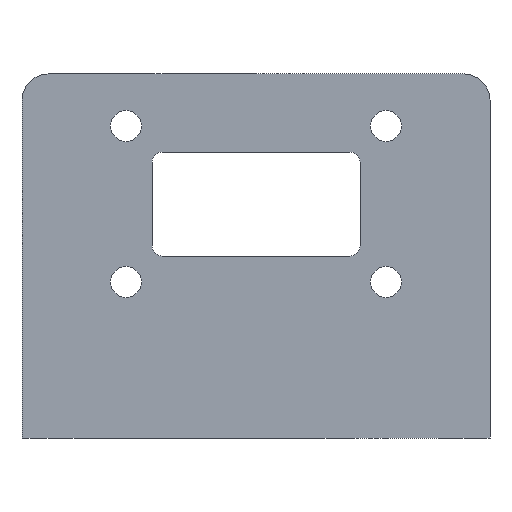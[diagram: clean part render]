
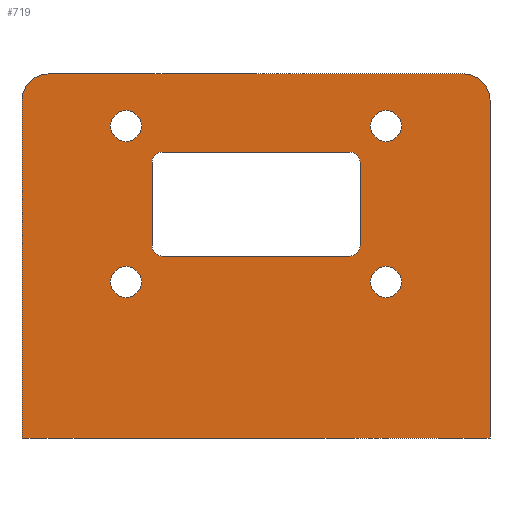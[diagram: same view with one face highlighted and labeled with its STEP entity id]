
A CAD part, left-side view. The second image highlights one B-rep face of the part: STEP entity #719.
In plain terms, the highlighted planar face has unit normal (-1, 0, 0).
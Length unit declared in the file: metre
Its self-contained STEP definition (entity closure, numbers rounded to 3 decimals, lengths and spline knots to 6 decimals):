
#19=PLANE('',#792);
#38=LINE('',#1123,#83);
#47=LINE('',#1156,#92);
#48=LINE('',#1160,#93);
#49=LINE('',#1164,#94);
#50=LINE('',#1165,#95);
#51=LINE('',#1170,#96);
#52=LINE('',#1174,#97);
#53=LINE('',#1178,#98);
#83=VECTOR('',#890,1.);
#92=VECTOR('',#921,1.);
#93=VECTOR('',#924,1.);
#94=VECTOR('',#927,1.);
#95=VECTOR('',#928,1.);
#96=VECTOR('',#931,1.);
#97=VECTOR('',#934,1.);
#98=VECTOR('',#937,1.);
#156=ORIENTED_EDGE('',*,*,#322,.F.);
#157=ORIENTED_EDGE('',*,*,#339,.F.);
#158=ORIENTED_EDGE('',*,*,#340,.T.);
#159=ORIENTED_EDGE('',*,*,#341,.T.);
#160=ORIENTED_EDGE('',*,*,#342,.T.);
#161=ORIENTED_EDGE('',*,*,#343,.T.);
#162=ORIENTED_EDGE('',*,*,#344,.F.);
#163=ORIENTED_EDGE('',*,*,#345,.F.);
#164=ORIENTED_EDGE('',*,*,#346,.F.);
#165=ORIENTED_EDGE('',*,*,#347,.F.);
#166=ORIENTED_EDGE('',*,*,#348,.F.);
#167=ORIENTED_EDGE('',*,*,#349,.F.);
#168=ORIENTED_EDGE('',*,*,#350,.F.);
#169=ORIENTED_EDGE('',*,*,#351,.F.);
#170=ORIENTED_EDGE('',*,*,#352,.T.);
#171=ORIENTED_EDGE('',*,*,#353,.T.);
#172=ORIENTED_EDGE('',*,*,#354,.T.);
#173=ORIENTED_EDGE('',*,*,#355,.T.);
#322=EDGE_CURVE('',#415,#416,#38,.T.);
#339=EDGE_CURVE('',#429,#415,#47,.T.);
#340=EDGE_CURVE('',#429,#430,#491,.F.);
#341=EDGE_CURVE('',#430,#431,#48,.T.);
#342=EDGE_CURVE('',#431,#432,#492,.F.);
#343=EDGE_CURVE('',#432,#416,#49,.T.);
#344=EDGE_CURVE('',#433,#434,#50,.T.);
#345=EDGE_CURVE('',#435,#433,#493,.T.);
#346=EDGE_CURVE('',#436,#435,#51,.T.);
#347=EDGE_CURVE('',#437,#436,#494,.T.);
#348=EDGE_CURVE('',#438,#437,#52,.T.);
#349=EDGE_CURVE('',#439,#438,#495,.T.);
#350=EDGE_CURVE('',#440,#439,#53,.T.);
#351=EDGE_CURVE('',#434,#440,#496,.T.);
#352=EDGE_CURVE('',#441,#441,#497,.T.);
#353=EDGE_CURVE('',#442,#442,#498,.T.);
#354=EDGE_CURVE('',#443,#443,#499,.T.);
#355=EDGE_CURVE('',#444,#444,#500,.T.);
#415=VERTEX_POINT('',#1122);
#416=VERTEX_POINT('',#1124);
#429=VERTEX_POINT('',#1157);
#430=VERTEX_POINT('',#1159);
#431=VERTEX_POINT('',#1161);
#432=VERTEX_POINT('',#1163);
#433=VERTEX_POINT('',#1166);
#434=VERTEX_POINT('',#1167);
#435=VERTEX_POINT('',#1169);
#436=VERTEX_POINT('',#1171);
#437=VERTEX_POINT('',#1173);
#438=VERTEX_POINT('',#1175);
#439=VERTEX_POINT('',#1177);
#440=VERTEX_POINT('',#1179);
#441=VERTEX_POINT('',#1182);
#442=VERTEX_POINT('',#1184);
#443=VERTEX_POINT('',#1186);
#444=VERTEX_POINT('',#1188);
#491=CIRCLE('',#793,0.003175);
#492=CIRCLE('',#794,0.003175);
#493=CIRCLE('',#795,0.00127);
#494=CIRCLE('',#796,0.00127);
#495=CIRCLE('',#797,0.00127);
#496=CIRCLE('',#798,0.00127);
#497=CIRCLE('',#799,0.001899);
#498=CIRCLE('',#800,0.001899);
#499=CIRCLE('',#801,0.001899);
#500=CIRCLE('',#802,0.001899);
#537=EDGE_LOOP('',(#156,#157,#158,#159,#160,#161));
#538=EDGE_LOOP('',(#162,#163,#164,#165,#166,#167,#168,#169));
#539=EDGE_LOOP('',(#170));
#540=EDGE_LOOP('',(#171));
#541=EDGE_LOOP('',(#172));
#542=EDGE_LOOP('',(#173));
#622=FACE_BOUND('',#537,.T.);
#623=FACE_BOUND('',#538,.T.);
#624=FACE_BOUND('',#539,.T.);
#625=FACE_BOUND('',#540,.T.);
#626=FACE_BOUND('',#541,.T.);
#627=FACE_BOUND('',#542,.T.);
#719=ADVANCED_FACE('',(#622,#623,#624,#625,#626,#627),#19,.F.);
#792=AXIS2_PLACEMENT_3D('',#1155,#919,#920);
#793=AXIS2_PLACEMENT_3D('',#1158,#922,#923);
#794=AXIS2_PLACEMENT_3D('',#1162,#925,#926);
#795=AXIS2_PLACEMENT_3D('',#1168,#929,#930);
#796=AXIS2_PLACEMENT_3D('',#1172,#932,#933);
#797=AXIS2_PLACEMENT_3D('',#1176,#935,#936);
#798=AXIS2_PLACEMENT_3D('',#1180,#938,#939);
#799=AXIS2_PLACEMENT_3D('',#1181,#940,#941);
#800=AXIS2_PLACEMENT_3D('',#1183,#942,#943);
#801=AXIS2_PLACEMENT_3D('',#1185,#944,#945);
#802=AXIS2_PLACEMENT_3D('',#1187,#946,#947);
#890=DIRECTION('',(0.,1.,0.));
#919=DIRECTION('',(1.,0.,0.));
#920=DIRECTION('',(0.,1.,0.));
#921=DIRECTION('',(0.,0.,-1.));
#922=DIRECTION('',(1.,0.,0.));
#923=DIRECTION('',(0.,1.,0.));
#924=DIRECTION('',(0.,1.,0.));
#925=DIRECTION('',(1.,0.,0.));
#926=DIRECTION('',(0.,1.,0.));
#927=DIRECTION('',(0.,0.,-1.));
#928=DIRECTION('',(0.,-1.,0.));
#929=DIRECTION('',(-1.,0.,0.));
#930=DIRECTION('',(0.,-1.,0.));
#931=DIRECTION('',(0.,0.,-1.));
#932=DIRECTION('',(-1.,0.,0.));
#933=DIRECTION('',(0.,-1.,0.));
#934=DIRECTION('',(0.,1.,0.));
#935=DIRECTION('',(-1.,0.,0.));
#936=DIRECTION('',(0.,1.,0.));
#937=DIRECTION('',(0.,0.,1.));
#938=DIRECTION('',(-1.,0.,0.));
#939=DIRECTION('',(0.,-1.,0.));
#940=DIRECTION('',(1.,0.,0.));
#941=DIRECTION('',(0.,1.,0.));
#942=DIRECTION('',(1.,0.,0.));
#943=DIRECTION('',(0.,1.,0.));
#944=DIRECTION('',(1.,0.,0.));
#945=DIRECTION('',(0.,1.,0.));
#946=DIRECTION('',(1.,0.,0.));
#947=DIRECTION('',(0.,1.,0.));
#1122=CARTESIAN_POINT('',(0.,-0.05715,0.));
#1123=CARTESIAN_POINT('',(0.,-0.05715,0.));
#1124=CARTESIAN_POINT('',(0.,0.,0.));
#1155=CARTESIAN_POINT('',(0.,-0.05715,0.));
#1156=CARTESIAN_POINT('',(0.,-0.05715,0.));
#1157=CARTESIAN_POINT('',(0.,-0.05715,0.041275));
#1158=CARTESIAN_POINT('',(0.,-0.053975,0.041275));
#1159=CARTESIAN_POINT('',(0.,-0.053975,0.04445));
#1160=CARTESIAN_POINT('',(0.,-0.05715,0.04445));
#1161=CARTESIAN_POINT('',(0.,-0.003175,0.04445));
#1162=CARTESIAN_POINT('',(0.,-0.003175,0.041275));
#1163=CARTESIAN_POINT('',(0.,0.,0.041275));
#1164=CARTESIAN_POINT('',(0.,0.,0.));
#1165=CARTESIAN_POINT('',(0.,-0.017145,0.022225));
#1166=CARTESIAN_POINT('',(0.,-0.017145,0.022225));
#1167=CARTESIAN_POINT('',(0.,-0.040005,0.022225));
#1168=CARTESIAN_POINT('',(0.,-0.017145,0.023495));
#1169=CARTESIAN_POINT('',(0.,-0.015875,0.023495));
#1170=CARTESIAN_POINT('',(0.,-0.015875,0.033655));
#1171=CARTESIAN_POINT('',(0.,-0.015875,0.033655));
#1172=CARTESIAN_POINT('',(0.,-0.017145,0.033655));
#1173=CARTESIAN_POINT('',(0.,-0.017145,0.034925));
#1174=CARTESIAN_POINT('',(0.,-0.017145,0.034925));
#1175=CARTESIAN_POINT('',(0.,-0.040005,0.034925));
#1176=CARTESIAN_POINT('',(0.,-0.040005,0.033655));
#1177=CARTESIAN_POINT('',(0.,-0.041275,0.033655));
#1178=CARTESIAN_POINT('',(0.,-0.041275,0.033655));
#1179=CARTESIAN_POINT('',(0.,-0.041275,0.023495));
#1180=CARTESIAN_POINT('',(0.,-0.040005,0.023495));
#1181=CARTESIAN_POINT('',(0.,-0.04445,0.0381));
#1182=CARTESIAN_POINT('',(0.,-0.042551,0.0381));
#1183=CARTESIAN_POINT('',(0.,-0.0127,0.0381));
#1184=CARTESIAN_POINT('',(0.,-0.010801,0.0381));
#1185=CARTESIAN_POINT('',(0.,-0.0127,0.01905));
#1186=CARTESIAN_POINT('',(0.,-0.010801,0.01905));
#1187=CARTESIAN_POINT('',(0.,-0.04445,0.01905));
#1188=CARTESIAN_POINT('',(0.,-0.042551,0.01905));
